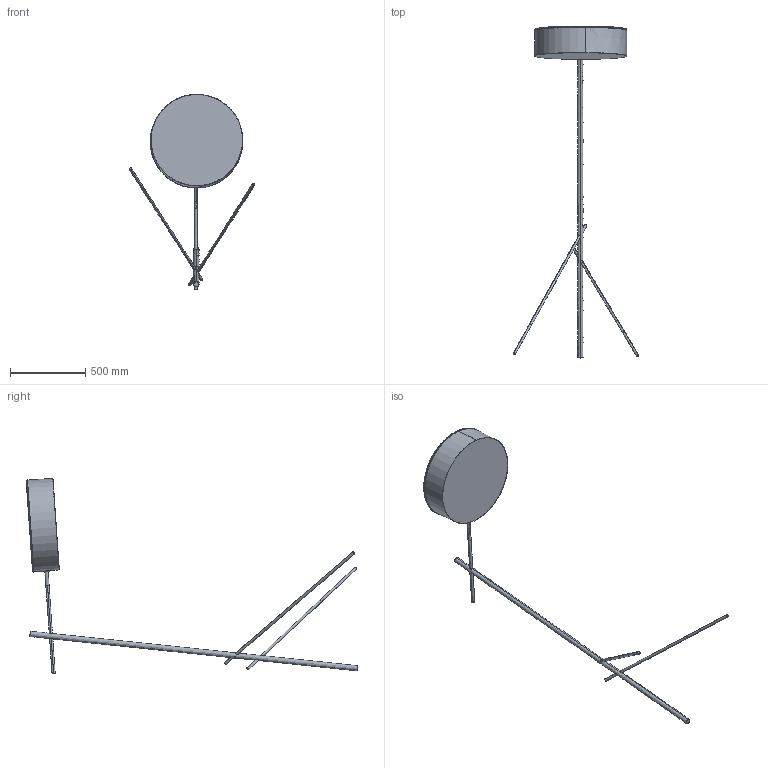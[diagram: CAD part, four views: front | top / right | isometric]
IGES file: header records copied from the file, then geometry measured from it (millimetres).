
Start section: SolidWorks IGES file using analytic representation for surfaces
Global section: file name: EXCF - Excel Floor Lamp.IGS; native system: SolidWorks 2015; preprocessor: SolidWorks 2015; author: Design; date: 190716.140626; units: millimetre
Bounding box: 833.99 x 2200.08 x 1296.67 mm (x, y, z)
Surface area: 2305078.6 mm2 (no closed solid volume)
Topology: 0 solids, 0 shells, 95 faces, 3508 edges, 3508 vertices
Faces by surface type: revolution 55, bspline 40
